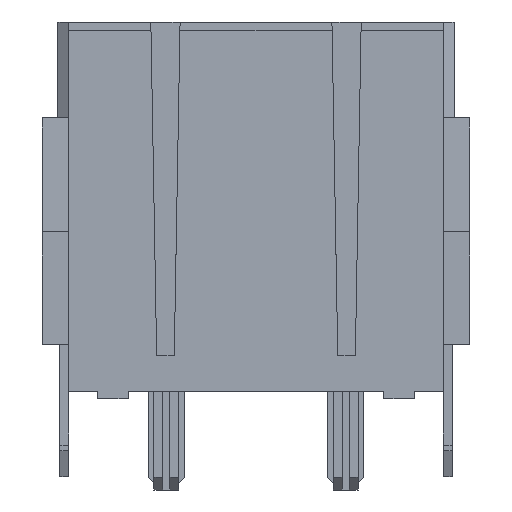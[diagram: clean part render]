
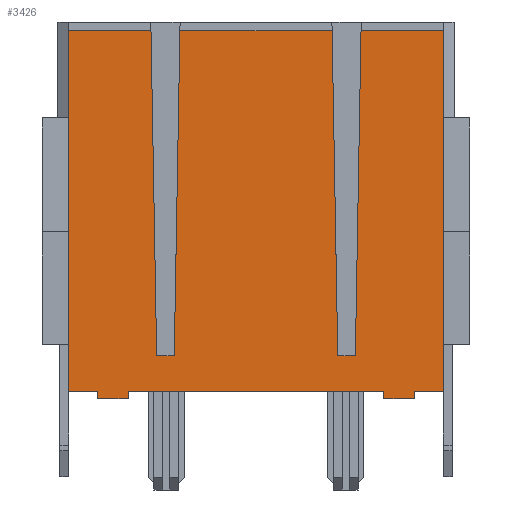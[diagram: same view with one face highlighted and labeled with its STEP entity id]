
A CAD part, front view. The second image highlights one B-rep face of the part: STEP entity #3426.
In plain terms, the highlighted planar face has unit normal (0, -1, 0).
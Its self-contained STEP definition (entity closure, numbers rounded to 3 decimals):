
#25=DIRECTION('',(1.,0.,0.));
#26=VECTOR('',#25,14.26);
#27=CARTESIAN_POINT('',(-7.13,-3.95,-10.3));
#28=LINE('',#27,#26);
#173=DIRECTION('',(1.,0.,0.));
#174=VECTOR('',#173,1.62);
#175=CARTESIAN_POINT('',(8.83,-3.95,-10.3));
#176=LINE('',#175,#174);
#189=DIRECTION('',(1.,0.,0.));
#190=VECTOR('',#189,1.62);
#191=CARTESIAN_POINT('',(-10.45,-3.95,-10.3));
#192=LINE('',#191,#190);
#237=DIRECTION('',(0.,0.,-1.));
#238=VECTOR('',#237,0.4);
#239=CARTESIAN_POINT('',(7.13,-3.95,-10.3));
#240=LINE('',#239,#238);
#241=DIRECTION('',(0.,0.,-1.));
#242=VECTOR('',#241,0.4);
#243=CARTESIAN_POINT('',(8.83,-3.95,-10.3));
#244=LINE('',#243,#242);
#245=DIRECTION('',(0.,0.,-1.));
#246=VECTOR('',#245,0.4);
#247=CARTESIAN_POINT('',(-7.13,-3.95,-10.3));
#248=LINE('',#247,#246);
#249=DIRECTION('',(0.017,0.,-1.));
#250=VECTOR('',#249,18.103);
#251=CARTESIAN_POINT('',(-5.856,-3.95,9.8));
#252=LINE('',#251,#250);
#253=DIRECTION('',(1.,0.,0.));
#254=VECTOR('',#253,0.98);
#255=CARTESIAN_POINT('',(-5.54,-3.95,-8.3));
#256=LINE('',#255,#254);
#257=DIRECTION('',(-0.017,0.,-1.));
#258=VECTOR('',#257,18.103);
#259=CARTESIAN_POINT('',(-4.244,-3.95,9.8));
#260=LINE('',#259,#258);
#261=DIRECTION('',(0.017,0.,-1.));
#262=VECTOR('',#261,18.103);
#263=CARTESIAN_POINT('',(4.244,-3.95,9.8));
#264=LINE('',#263,#262);
#265=DIRECTION('',(1.,0.,0.));
#266=VECTOR('',#265,0.98);
#267=CARTESIAN_POINT('',(4.56,-3.95,-8.3));
#268=LINE('',#267,#266);
#269=DIRECTION('',(-0.017,0.,-1.));
#270=VECTOR('',#269,18.103);
#271=CARTESIAN_POINT('',(5.856,-3.95,9.8));
#272=LINE('',#271,#270);
#277=DIRECTION('',(-1.,0.,0.));
#278=VECTOR('',#277,8.488);
#279=CARTESIAN_POINT('',(4.244,-3.95,9.8));
#280=LINE('',#279,#278);
#289=DIRECTION('',(-1.,0.,0.));
#290=VECTOR('',#289,4.594);
#291=CARTESIAN_POINT('',(10.45,-3.95,9.8));
#292=LINE('',#291,#290);
#293=DIRECTION('',(-1.,0.,0.));
#294=VECTOR('',#293,4.594);
#295=CARTESIAN_POINT('',(-5.856,-3.95,9.8));
#296=LINE('',#295,#294);
#1205=DIRECTION('',(0.,0.,1.));
#1206=VECTOR('',#1205,20.1);
#1207=CARTESIAN_POINT('',(10.45,-3.95,-10.3));
#1208=LINE('',#1207,#1206);
#1429=DIRECTION('',(0.,0.,1.));
#1430=VECTOR('',#1429,20.1);
#1431=CARTESIAN_POINT('',(-10.45,-3.95,-10.3));
#1432=LINE('',#1431,#1430);
#1897=DIRECTION('',(-1.,0.,0.));
#1898=VECTOR('',#1897,1.7);
#1899=CARTESIAN_POINT('',(-7.13,-3.95,-10.7));
#1900=LINE('',#1899,#1898);
#1917=DIRECTION('',(-1.,0.,0.));
#1918=VECTOR('',#1917,1.7);
#1919=CARTESIAN_POINT('',(8.83,-3.95,-10.7));
#1920=LINE('',#1919,#1918);
#1953=DIRECTION('',(0.,0.,-1.));
#1954=VECTOR('',#1953,0.4);
#1955=CARTESIAN_POINT('',(-8.83,-3.95,-10.3));
#1956=LINE('',#1955,#1954);
#2545=CARTESIAN_POINT('',(-10.45,-3.95,-10.3));
#2546=CARTESIAN_POINT('',(-8.83,-3.95,-10.3));
#2547=VERTEX_POINT('',#2545);
#2548=VERTEX_POINT('',#2546);
#2549=CARTESIAN_POINT('',(-10.45,-3.95,9.8));
#2550=VERTEX_POINT('',#2549);
#2555=CARTESIAN_POINT('',(10.45,-3.95,-10.3));
#2556=CARTESIAN_POINT('',(10.45,-3.95,9.8));
#2557=VERTEX_POINT('',#2555);
#2558=VERTEX_POINT('',#2556);
#2571=CARTESIAN_POINT('',(4.244,-3.95,9.8));
#2573=VERTEX_POINT('',#2571);
#2575=CARTESIAN_POINT('',(5.856,-3.95,9.8));
#2577=VERTEX_POINT('',#2575);
#2587=CARTESIAN_POINT('',(-4.244,-3.95,9.8));
#2588=VERTEX_POINT('',#2587);
#2589=CARTESIAN_POINT('',(-5.856,-3.95,9.8));
#2590=VERTEX_POINT('',#2589);
#2595=CARTESIAN_POINT('',(4.56,-3.95,-8.3));
#2596=VERTEX_POINT('',#2595);
#2597=CARTESIAN_POINT('',(5.54,-3.95,-8.3));
#2598=VERTEX_POINT('',#2597);
#2899=CARTESIAN_POINT('',(-7.13,-3.95,-10.3));
#2900=CARTESIAN_POINT('',(7.13,-3.95,-10.3));
#2901=VERTEX_POINT('',#2899);
#2902=VERTEX_POINT('',#2900);
#2903=CARTESIAN_POINT('',(8.83,-3.95,-10.3));
#2904=VERTEX_POINT('',#2903);
#2905=CARTESIAN_POINT('',(-7.13,-3.95,-10.7));
#2906=CARTESIAN_POINT('',(-8.83,-3.95,-10.7));
#2907=VERTEX_POINT('',#2905);
#2908=VERTEX_POINT('',#2906);
#2913=CARTESIAN_POINT('',(7.13,-3.95,-10.7));
#2915=VERTEX_POINT('',#2913);
#2919=CARTESIAN_POINT('',(8.83,-3.95,-10.7));
#2920=VERTEX_POINT('',#2919);
#2937=CARTESIAN_POINT('',(-5.54,-3.95,-8.3));
#2938=VERTEX_POINT('',#2937);
#2939=CARTESIAN_POINT('',(-4.56,-3.95,-8.3));
#2940=VERTEX_POINT('',#2939);
#3383=CARTESIAN_POINT('',(10.45,-3.95,-10.3));
#3384=DIRECTION('',(0.,1.,0.));
#3385=DIRECTION('',(0.,0.,1.));
#3386=AXIS2_PLACEMENT_3D('',#3383,#3384,#3385);
#3387=PLANE('',#3386);
#3389=ORIENTED_EDGE('',*,*,#3388,.F.);
#3391=ORIENTED_EDGE('',*,*,#3390,.F.);
#3392=ORIENTED_EDGE('',*,*,#3298,.F.);
#3394=ORIENTED_EDGE('',*,*,#3393,.T.);
#3396=ORIENTED_EDGE('',*,*,#3395,.T.);
#3397=ORIENTED_EDGE('',*,*,#3376,.F.);
#3398=ORIENTED_EDGE('',*,*,#3202,.F.);
#3400=ORIENTED_EDGE('',*,*,#3399,.T.);
#3402=ORIENTED_EDGE('',*,*,#3401,.T.);
#3404=ORIENTED_EDGE('',*,*,#3403,.F.);
#3405=ORIENTED_EDGE('',*,*,#3314,.F.);
#3407=ORIENTED_EDGE('',*,*,#3406,.T.);
#3409=ORIENTED_EDGE('',*,*,#3408,.F.);
#3411=ORIENTED_EDGE('',*,*,#3410,.T.);
#3413=ORIENTED_EDGE('',*,*,#3412,.T.);
#3415=ORIENTED_EDGE('',*,*,#3414,.F.);
#3417=ORIENTED_EDGE('',*,*,#3416,.F.);
#3419=ORIENTED_EDGE('',*,*,#3418,.T.);
#3421=ORIENTED_EDGE('',*,*,#3420,.T.);
#3423=ORIENTED_EDGE('',*,*,#3422,.F.);
#3424=EDGE_LOOP('',(#3389,#3391,#3392,#3394,#3396,#3397,#3398,#3400,#3402,#3404,
#3405,#3407,#3409,#3411,#3413,#3415,#3417,#3419,#3421,#3423));
#3425=FACE_OUTER_BOUND('',#3424,.F.);
#3426=ADVANCED_FACE('',(#3425),#3387,.F.);
#3202=EDGE_CURVE('',#2901,#2902,#28,.T.);
#3298=EDGE_CURVE('',#2904,#2557,#176,.T.);
#3314=EDGE_CURVE('',#2547,#2548,#192,.T.);
#3376=EDGE_CURVE('',#2902,#2915,#240,.T.);
#3388=EDGE_CURVE('',#2558,#2577,#292,.T.);
#3390=EDGE_CURVE('',#2557,#2558,#1208,.T.);
#3393=EDGE_CURVE('',#2904,#2920,#244,.T.);
#3395=EDGE_CURVE('',#2920,#2915,#1920,.T.);
#3399=EDGE_CURVE('',#2901,#2907,#248,.T.);
#3401=EDGE_CURVE('',#2907,#2908,#1900,.T.);
#3403=EDGE_CURVE('',#2548,#2908,#1956,.T.);
#3406=EDGE_CURVE('',#2547,#2550,#1432,.T.);
#3408=EDGE_CURVE('',#2590,#2550,#296,.T.);
#3410=EDGE_CURVE('',#2590,#2938,#252,.T.);
#3412=EDGE_CURVE('',#2938,#2940,#256,.T.);
#3414=EDGE_CURVE('',#2588,#2940,#260,.T.);
#3416=EDGE_CURVE('',#2573,#2588,#280,.T.);
#3418=EDGE_CURVE('',#2573,#2596,#264,.T.);
#3420=EDGE_CURVE('',#2596,#2598,#268,.T.);
#3422=EDGE_CURVE('',#2577,#2598,#272,.T.);
